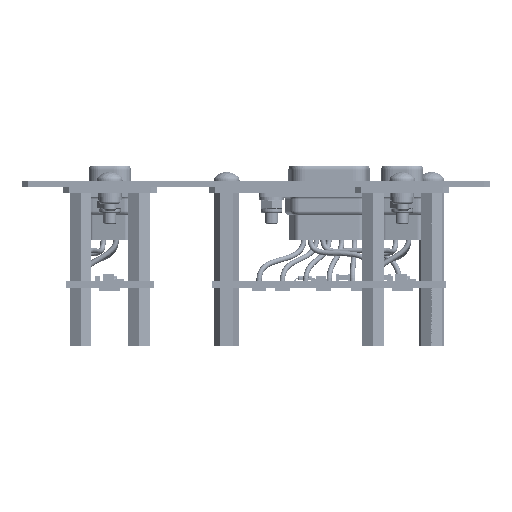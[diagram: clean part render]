
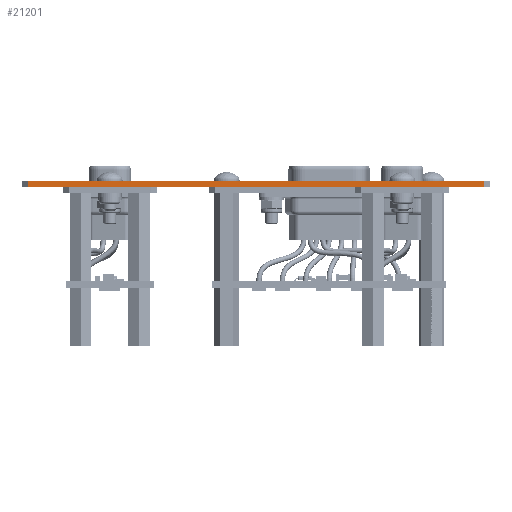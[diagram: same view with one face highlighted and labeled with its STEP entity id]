
A CAD part, front view. The second image highlights one B-rep face of the part: STEP entity #21201.
In plain terms, the highlighted planar face has unit normal (0, -1, 0).
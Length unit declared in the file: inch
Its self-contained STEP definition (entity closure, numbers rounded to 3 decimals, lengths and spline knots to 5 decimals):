
#19937=CARTESIAN_POINT('',(0.05,0.,0.05));
#19938=VERTEX_POINT('',#19937);
#19940=CARTESIAN_POINT('',(0.,0.,0.05));
#19941=DIRECTION('',(1.,0.,0.));
#19942=VECTOR('',#19941,1.);
#19943=LINE('',#19940,#19942);
#19944=EDGE_CURVE('',#19938,#19946,#19943,.T.);
#19945=CARTESIAN_POINT('',(3.95,0.,0.05));
#19946=VERTEX_POINT('',#19945);
#20977=CARTESIAN_POINT('',(3.95,0.,0.));
#20978=VERTEX_POINT('',#20977);
#20980=CARTESIAN_POINT('',(0.,0.,0.));
#20981=DIRECTION('',(1.,0.,0.));
#20982=VECTOR('',#20981,1.);
#20983=LINE('',#20980,#20982);
#20984=EDGE_CURVE('',#20986,#20978,#20983,.T.);
#20985=CARTESIAN_POINT('',(0.05,0.,0.));
#20986=VERTEX_POINT('',#20985);
#21180=ORIENTED_EDGE('',*,*,#19944,.F.);
#21181=CARTESIAN_POINT('',(0.05,0.,0.05));
#21182=DIRECTION('',(0.,0.,-1.));
#21183=VECTOR('',#21182,1.);
#21184=LINE('',#21181,#21183);
#21185=EDGE_CURVE('',#19938,#20986,#21184,.T.);
#21186=ORIENTED_EDGE('',*,*,#21185,.T.);
#21187=ORIENTED_EDGE('',*,*,#20984,.T.);
#21188=CARTESIAN_POINT('',(3.95,0.,0.05));
#21189=DIRECTION('',(0.,0.,1.));
#21190=VECTOR('',#21189,1.);
#21191=LINE('',#21188,#21190);
#21192=EDGE_CURVE('',#20978,#19946,#21191,.T.);
#21193=ORIENTED_EDGE('',*,*,#21192,.T.);
#21194=EDGE_LOOP('',(#21180,#21186,#21187,#21193));
#21195=FACE_BOUND('',#21194,.T.);
#21196=CARTESIAN_POINT('',(0.,0.,0.05));
#21197=DIRECTION('',(0.,1.,0.));
#21198=DIRECTION('',(0.,0.,1.));
#21199=AXIS2_PLACEMENT_3D('',#21196,#21197,#21198);
#21200=PLANE('',#21199);
#21201=ADVANCED_FACE('',(#21195),#21200,.F.);
